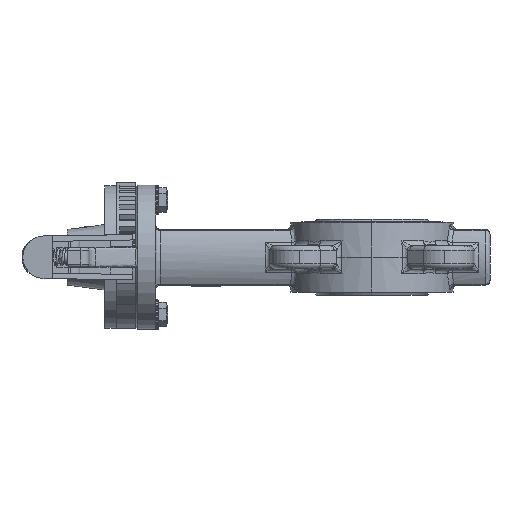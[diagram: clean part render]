
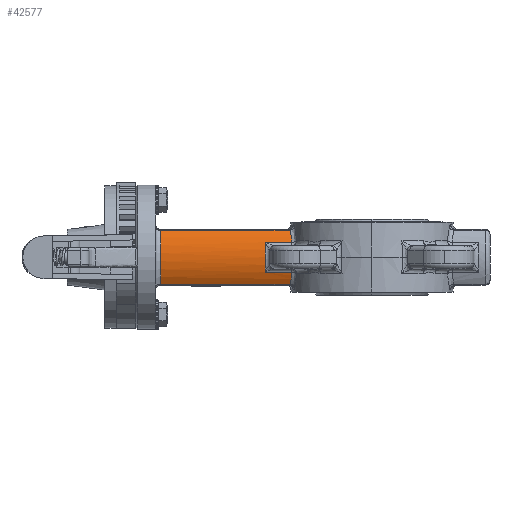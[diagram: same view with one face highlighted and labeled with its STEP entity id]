
A CAD part, left-side view. The second image highlights one B-rep face of the part: STEP entity #42577.
In plain terms, the highlighted cylindrical face has radius 31.4 mm (diameter 62.8 mm), a partial arc.
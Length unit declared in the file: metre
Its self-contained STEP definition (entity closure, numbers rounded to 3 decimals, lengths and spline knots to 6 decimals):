
#1155 = EDGE_CURVE ( 'NONE', #49111, #4826, #40646, .T. ) ;
#2080 = CARTESIAN_POINT ( 'NONE',  ( -0.015655, 0.049351, -0.013059 ) ) ;
#2225 = DIRECTION ( 'NONE',  ( 0., 1., 0. ) ) ;
#3393 = VERTEX_POINT ( 'NONE', #25236 ) ;
#4826 = VERTEX_POINT ( 'NONE', #57156 ) ;
#6409 = EDGE_CURVE ( 'NONE', #9882, #43182, #46310, .T. ) ;
#8124 = CARTESIAN_POINT ( 'NONE',  ( -0.016775, 0.048954, -0.010341 ) ) ;
#8487 = CARTESIAN_POINT ( 'NONE',  ( -0.015392, 0.049443, -0.013621 ) ) ;
#8600 = CARTESIAN_POINT ( 'NONE',  ( -0.013799, -500., 0.016526 ) ) ;
#9665 = CARTESIAN_POINT ( 'NONE',  ( -0.01571, 0.049332, 0.01294 ) ) ;
#9882 = VERTEX_POINT ( 'NONE', #67250 ) ;
#10240 = FACE_OUTER_BOUND ( 'NONE', #19202, .T. ) ;
#12705 = DIRECTION ( 'NONE',  ( 0., 1., 0. ) ) ;
#13146 = VERTEX_POINT ( 'NONE', #64464 ) ;
#14537 = CARTESIAN_POINT ( 'NONE',  ( -0.015706, 0.049334, -0.012949 ) ) ;
#18032 = DIRECTION ( 'NONE',  ( 0., 0., 1. ) ) ;
#18306 = VECTOR ( 'NONE', #36552, 1. ) ;
#18699 = CARTESIAN_POINT ( 'NONE',  ( -0.014566, 0.049722, -0.015233 ) ) ;
#18789 = B_SPLINE_CURVE_WITH_KNOTS ( 'NONE', 3,
 ( #26642, #61418, #25908, #32314, #61812, #48947, #44024, #20986, #65977, #55759, #44386, #50054, #67079, #9665, #31964, #38332, #50422 ),
 .UNSPECIFIED., .F., .F.,
 ( 4, 2, 2, 1, 1, 1, 1, 1, 2, 2, 4 ),
 ( 0., 0.25, 0.375, 0.4375, 0.46875, 0.484375, 0.492187, 0.496094, 0.498047, 0.5, 1. ),
 .UNSPECIFIED. ) ;
#19202 = EDGE_LOOP ( 'NONE', ( #62210, #39687, #21406, #31461, #20195, #52965, #21211, #29901 ) ) ;
#19610 = CARTESIAN_POINT ( 'NONE',  ( 0.0129, 0.065194, 0. ) ) ;
#19826 = CARTESIAN_POINT ( 'NONE',  ( -0.015704, 0.049334, -0.012952 ) ) ;
#20010 = CARTESIAN_POINT ( 'NONE',  ( -0.017144, -500., 0.009128 ) ) ;
#20195 = ORIENTED_EDGE ( 'NONE', *, *, #6409, .T. ) ;
#20986 = CARTESIAN_POINT ( 'NONE',  ( -0.015837, 0.049288, 0.012655 ) ) ;
#21211 = ORIENTED_EDGE ( 'NONE', *, *, #36435, .T. ) ;
#21406 = ORIENTED_EDGE ( 'NONE', *, *, #65405, .F. ) ;
#22928 = CARTESIAN_POINT ( 'NONE',  ( -0.017144, 0.048822, 0.009128 ) ) ;
#25091 = CARTESIAN_POINT ( 'NONE',  ( -0.016307, 0.049124, -0.011621 ) ) ;
#25236 = CARTESIAN_POINT ( 'NONE',  ( -0.017144, 0.065194, 0.009128 ) ) ;
#25908 = CARTESIAN_POINT ( 'NONE',  ( -0.01675, 0.048964, 0.010358 ) ) ;
#26484 = VECTOR ( 'NONE', #36979, 1. ) ;
#26642 = CARTESIAN_POINT ( 'NONE',  ( -0.017144, 0.048822, 0.009128 ) ) ;
#27984 = CARTESIAN_POINT ( 'NONE',  ( 0.0129, -500., 0. ) ) ;
#29901 = ORIENTED_EDGE ( 'NONE', *, *, #33872, .T. ) ;
#30778 = CARTESIAN_POINT ( 'NONE',  ( -0.015039, 0.049563, -0.014335 ) ) ;
#31461 = ORIENTED_EDGE ( 'NONE', *, *, #72121, .T. ) ;
#31964 = CARTESIAN_POINT ( 'NONE',  ( -0.015232, 0.049499, 0.013996 ) ) ;
#32314 = CARTESIAN_POINT ( 'NONE',  ( -0.016393, 0.049091, 0.011313 ) ) ;
#33872 = EDGE_CURVE ( 'NONE', #53230, #13146, #18789, .T. ) ;
#36048 = CARTESIAN_POINT ( 'NONE',  ( -0.015492, 0.049408, -0.013413 ) ) ;
#36435 = EDGE_CURVE ( 'NONE', #3393, #53230, #59695, .T. ) ;
#36552 = DIRECTION ( 'NONE',  ( 0., 1., 0. ) ) ;
#36979 = DIRECTION ( 'NONE',  ( 0., -1., 0. ) ) ;
#37544 = CARTESIAN_POINT ( 'NONE',  ( -0.013799, 0.049968, -0.016526 ) ) ;
#38332 = CARTESIAN_POINT ( 'NONE',  ( -0.014616, 0.049711, 0.015206 ) ) ;
#38896 = LINE ( 'NONE', #68720, #56292 ) ;
#39687 = ORIENTED_EDGE ( 'NONE', *, *, #1155, .T. ) ;
#40646 = CIRCLE ( 'NONE', #70814, 0.0314 ) ;
#42095 = CARTESIAN_POINT ( 'NONE',  ( -0.015695, 0.049338, -0.012972 ) ) ;
#42577 = ADVANCED_FACE ( 'NONE', ( #10240 ), #73690, .T. ) ;
#42749 = VERTEX_POINT ( 'NONE', #64599 ) ;
#43182 = VERTEX_POINT ( 'NONE', #59518 ) ;
#44024 = CARTESIAN_POINT ( 'NONE',  ( -0.015963, 0.049244, 0.012367 ) ) ;
#44386 = CARTESIAN_POINT ( 'NONE',  ( -0.015724, 0.049327, 0.012908 ) ) ;
#46310 = LINE ( 'NONE', #51605, #61938 ) ;
#46870 = AXIS2_PLACEMENT_3D ( 'NONE', #19610, #2225, #53237 ) ;
#48128 = CARTESIAN_POINT ( 'NONE',  ( -0.017144, 0.048822, -0.009128 ) ) ;
#48947 = CARTESIAN_POINT ( 'NONE',  ( -0.016066, 0.049207, 0.012122 ) ) ;
#49111 = VERTEX_POINT ( 'NONE', #65945 ) ;
#49357 = AXIS2_PLACEMENT_3D ( 'NONE', #27984, #67272, #57082 ) ;
#50054 = CARTESIAN_POINT ( 'NONE',  ( -0.015717, 0.04933, 0.012923 ) ) ;
#50128 = LINE ( 'NONE', #8600, #18306 ) ;
#50422 = CARTESIAN_POINT ( 'NONE',  ( -0.013799, 0.049968, 0.016526 ) ) ;
#51605 = CARTESIAN_POINT ( 'NONE',  ( -0.017144, -500., -0.009128 ) ) ;
#52965 = ORIENTED_EDGE ( 'NONE', *, *, #68253, .T. ) ;
#53230 = VERTEX_POINT ( 'NONE', #22928 ) ;
#53237 = DIRECTION ( 'NONE',  ( 0., 0., 1. ) ) ;
#54287 = EDGE_CURVE ( 'NONE', #13146, #49111, #50128, .T. ) ;
#54589 = CARTESIAN_POINT ( 'NONE',  ( -0.014208, 0.049839, -0.015866 ) ) ;
#55759 = CARTESIAN_POINT ( 'NONE',  ( -0.015741, 0.049322, 0.012871 ) ) ;
#56292 = VECTOR ( 'NONE', #62703, 1. ) ;
#57082 = DIRECTION ( 'NONE',  ( 0., 0., 1. ) ) ;
#57156 = CARTESIAN_POINT ( 'NONE',  ( -0.013799, 0.129, -0.016526 ) ) ;
#59128 = CARTESIAN_POINT ( 'NONE',  ( -0.015701, 0.049336, -0.01296 ) ) ;
#59518 = CARTESIAN_POINT ( 'NONE',  ( -0.017144, 0.065194, -0.009128 ) ) ;
#59695 = LINE ( 'NONE', #20010, #26484 ) ;
#60186 = CIRCLE ( 'NONE', #46870, 0.0314 ) ;
#60638 = CARTESIAN_POINT ( 'NONE',  ( -0.015186, 0.049513, -0.014044 ) ) ;
#61418 = CARTESIAN_POINT ( 'NONE',  ( -0.01696, 0.048888, 0.009735 ) ) ;
#61812 = CARTESIAN_POINT ( 'NONE',  ( -0.016267, 0.049136, 0.011635 ) ) ;
#61938 = VECTOR ( 'NONE', #12705, 1. ) ;
#62210 = ORIENTED_EDGE ( 'NONE', *, *, #54287, .T. ) ;
#62703 = DIRECTION ( 'NONE',  ( 0., 1., 0. ) ) ;
#64464 = CARTESIAN_POINT ( 'NONE',  ( -0.013799, 0.049968, 0.016526 ) ) ;
#64599 = CARTESIAN_POINT ( 'NONE',  ( -0.013799, 0.049968, -0.016526 ) ) ;
#64781 = CARTESIAN_POINT ( 'NONE',  ( -0.015602, 0.04937, -0.013176 ) ) ;
#65405 = EDGE_CURVE ( 'NONE', #42749, #4826, #38896, .T. ) ;
#65636 = CARTESIAN_POINT ( 'NONE',  ( 0.0129, 0.129, 0. ) ) ;
#65945 = CARTESIAN_POINT ( 'NONE',  ( -0.013799, 0.129, 0.016526 ) ) ;
#65977 = CARTESIAN_POINT ( 'NONE',  ( -0.015773, 0.04931, 0.012799 ) ) ;
#66273 = CARTESIAN_POINT ( 'NONE',  ( -0.015682, 0.049342, -0.013001 ) ) ;
#67079 = CARTESIAN_POINT ( 'NONE',  ( -0.015713, 0.049331, 0.012933 ) ) ;
#67250 = CARTESIAN_POINT ( 'NONE',  ( -0.017144, 0.048822, -0.009128 ) ) ;
#67272 = DIRECTION ( 'NONE',  ( 0., 1., 0. ) ) ;
#67349 = B_SPLINE_CURVE_WITH_KNOTS ( 'NONE', 3,
 ( #37544, #54589, #18699, #30778, #60638, #8487, #36048, #64781, #2080, #66273, #42095, #59128, #19826, #14537, #25091, #8124, #48128 ),
 .UNSPECIFIED., .F., .F.,
 ( 4, 2, 2, 1, 1, 1, 1, 1, 2, 2, 4 ),
 ( 0., 0.25, 0.375, 0.4375, 0.46875, 0.484375, 0.492187, 0.496094, 0.498047, 0.5, 1. ),
 .UNSPECIFIED. ) ;
#68253 = EDGE_CURVE ( 'NONE', #43182, #3393, #60186, .T. ) ;
#68720 = CARTESIAN_POINT ( 'NONE',  ( -0.013799, -500., -0.016526 ) ) ;
#70814 = AXIS2_PLACEMENT_3D ( 'NONE', #65636, #70912, #18032 ) ;
#70912 = DIRECTION ( 'NONE',  ( 0., -1., 0. ) ) ;
#72121 = EDGE_CURVE ( 'NONE', #42749, #9882, #67349, .T. ) ;
#73690 = CYLINDRICAL_SURFACE ( 'NONE', #49357, 0.0314 ) ;
